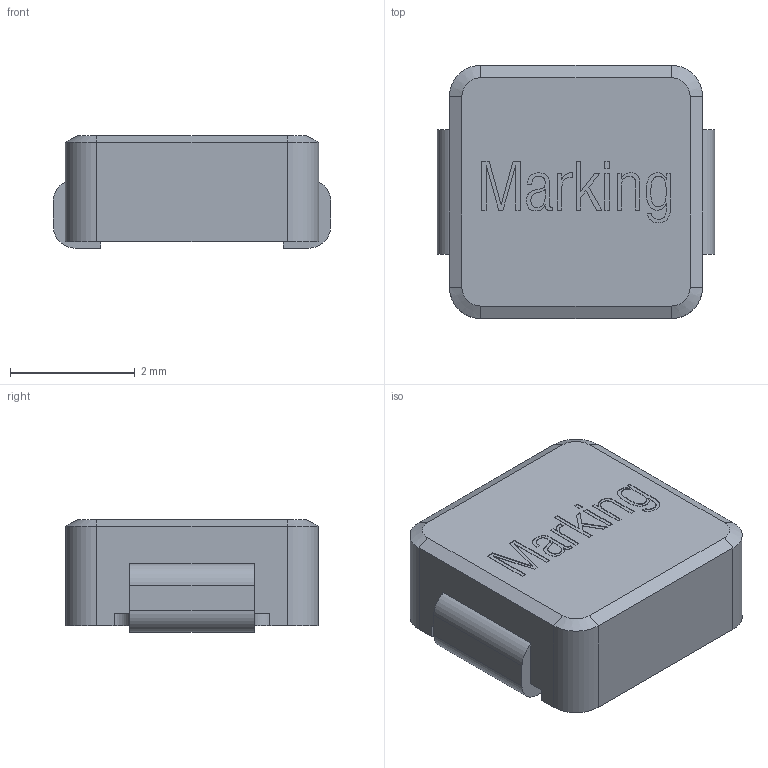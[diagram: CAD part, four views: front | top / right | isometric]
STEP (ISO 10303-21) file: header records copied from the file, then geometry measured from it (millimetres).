
FILE_DESCRIPTION( ( 'Unknown' ), '1' );
FILE_NAME( 'IndHC0402_molded.stp', 'Unknown', ( 'Unknown' ), ( 'Unknown' ), 'PSStep 13.0', 'Unknown', ' ' );
FILE_SCHEMA( ( 'AUTOMOTIVE_DESIGN { 1 0 10303 214 1 1 1 1 }' ) );
Length unit declared in the file: millimetre
Products named in the file (3): Assem1; base; pin
Bounding box: 4.45 x 4.06 x 1.8 mm (x, y, z)
Surface area: 181.8 mm2
Topology: 4 solids, 4 shells, 286 faces, 758 edges, 500 vertices
Faces by surface type: plane 218, cylinder 36, extrusion 24, cone 8
Entity records: 5826 total; most frequent: CARTESIAN_POINT 1334, ORIENTED_EDGE 756, DIRECTION 556, EDGE_CURVE 378, VERTEX_POINT 250, VECTOR 208, LINE 196, AXIS2_PLACEMENT_3D 174
